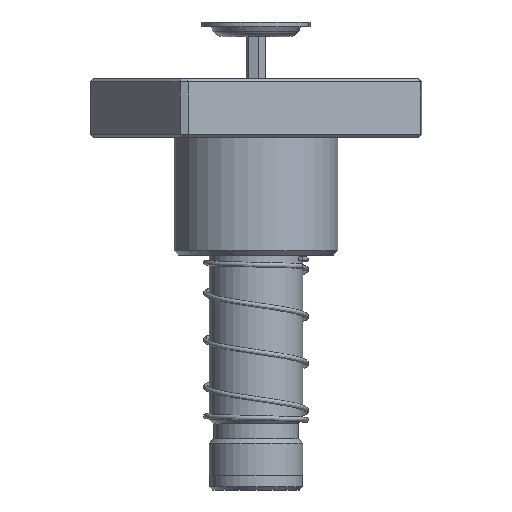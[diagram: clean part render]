
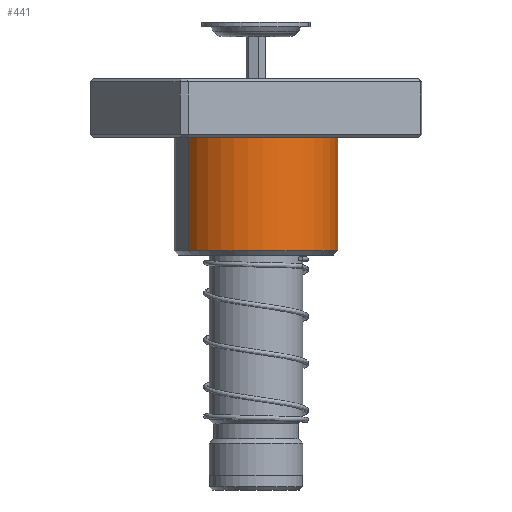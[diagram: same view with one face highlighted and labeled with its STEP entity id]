
A CAD part, front view. The second image highlights one B-rep face of the part: STEP entity #441.
In plain terms, the highlighted cylindrical face has radius 28 mm (diameter 56 mm), a partial arc.
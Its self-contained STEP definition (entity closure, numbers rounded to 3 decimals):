
#441 = ADVANCED_FACE ( 'NONE', ( #22371 ), #34402, .T. ) ;
#1145 = CARTESIAN_POINT ( 'NONE',  ( 0., -28., 20. ) ) ;
#2209 = CARTESIAN_POINT ( 'NONE',  ( 0., 0., 20. ) ) ;
#3056 = EDGE_CURVE ( 'NONE', #13304, #21824, #14105, .T. ) ;
#3641 = CARTESIAN_POINT ( 'NONE',  ( 0., 0., 20. ) ) ;
#5762 = ORIENTED_EDGE ( 'NONE', *, *, #17657, .T. ) ;
#5930 = VERTEX_POINT ( 'NONE', #24170 ) ;
#6208 = AXIS2_PLACEMENT_3D ( 'NONE', #25742, #19874, #25849 ) ;
#6636 = DIRECTION ( 'NONE',  ( 1., 0., 0. ) ) ;
#7074 = DIRECTION ( 'NONE',  ( 0., 0., -1. ) ) ;
#7415 = CIRCLE ( 'NONE', #9847, 28. ) ;
#7645 = CARTESIAN_POINT ( 'NONE',  ( 28., 0., 58.5 ) ) ;
#7895 = DIRECTION ( 'NONE',  ( 1., 0., 0. ) ) ;
#8351 = DIRECTION ( 'NONE',  ( 0., 0., -1. ) ) ;
#8419 = EDGE_CURVE ( 'NONE', #33258, #5930, #7415, .T. ) ;
#8666 = ORIENTED_EDGE ( 'NONE', *, *, #3056, .T. ) ;
#9130 = DIRECTION ( 'NONE',  ( 0., 0., 1. ) ) ;
#9847 = AXIS2_PLACEMENT_3D ( 'NONE', #3641, #9130, #6636 ) ;
#12367 = ORIENTED_EDGE ( 'NONE', *, *, #8419, .T. ) ;
#12463 = AXIS2_PLACEMENT_3D ( 'NONE', #2209, #21168, #12837 ) ;
#12837 = DIRECTION ( 'NONE',  ( 1., 0., 0. ) ) ;
#13304 = VERTEX_POINT ( 'NONE', #7645 ) ;
#14105 = CIRCLE ( 'NONE', #20171, 28. ) ;
#14524 = EDGE_LOOP ( 'NONE', ( #23200, #8666, #5762, #22926, #12367 ) ) ;
#17657 = EDGE_CURVE ( 'NONE', #21824, #34705, #35192, .T. ) ;
#17863 = CIRCLE ( 'NONE', #12463, 28. ) ;
#18913 = CARTESIAN_POINT ( 'NONE',  ( 0., 0., 58.5 ) ) ;
#19874 = DIRECTION ( 'NONE',  ( 0., 0., -1. ) ) ;
#20171 = AXIS2_PLACEMENT_3D ( 'NONE', #18913, #8351, #7895 ) ;
#21168 = DIRECTION ( 'NONE',  ( 0., 0., 1. ) ) ;
#21824 = VERTEX_POINT ( 'NONE', #30546 ) ;
#22371 = FACE_OUTER_BOUND ( 'NONE', #14524, .T. ) ;
#22926 = ORIENTED_EDGE ( 'NONE', *, *, #24034, .T. ) ;
#23200 = ORIENTED_EDGE ( 'NONE', *, *, #30891, .F. ) ;
#24034 = EDGE_CURVE ( 'NONE', #34705, #33258, #17863, .T. ) ;
#24170 = CARTESIAN_POINT ( 'NONE',  ( 28., 0., 20. ) ) ;
#24305 = CARTESIAN_POINT ( 'NONE',  ( -28., 0., 20. ) ) ;
#24447 = VECTOR ( 'NONE', #25554, 1000. ) ;
#25554 = DIRECTION ( 'NONE',  ( 0., 0., -1. ) ) ;
#25742 = CARTESIAN_POINT ( 'NONE',  ( 0., 0., 60. ) ) ;
#25849 = DIRECTION ( 'NONE',  ( -1., 0., 0. ) ) ;
#30430 = VECTOR ( 'NONE', #7074, 1000. ) ;
#30546 = CARTESIAN_POINT ( 'NONE',  ( -28., 0., 58.5 ) ) ;
#30891 = EDGE_CURVE ( 'NONE', #13304, #5930, #32155, .T. ) ;
#31176 = CARTESIAN_POINT ( 'NONE',  ( -28., 0., 60. ) ) ;
#31524 = CARTESIAN_POINT ( 'NONE',  ( 28., 0., 60. ) ) ;
#32155 = LINE ( 'NONE', #31524, #30430 ) ;
#33258 = VERTEX_POINT ( 'NONE', #1145 ) ;
#34402 = CYLINDRICAL_SURFACE ( 'NONE', #6208, 28. ) ;
#34705 = VERTEX_POINT ( 'NONE', #24305 ) ;
#35192 = LINE ( 'NONE', #31176, #24447 ) ;
